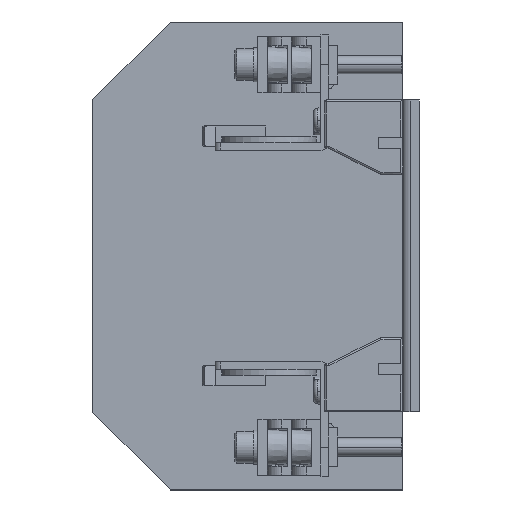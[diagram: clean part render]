
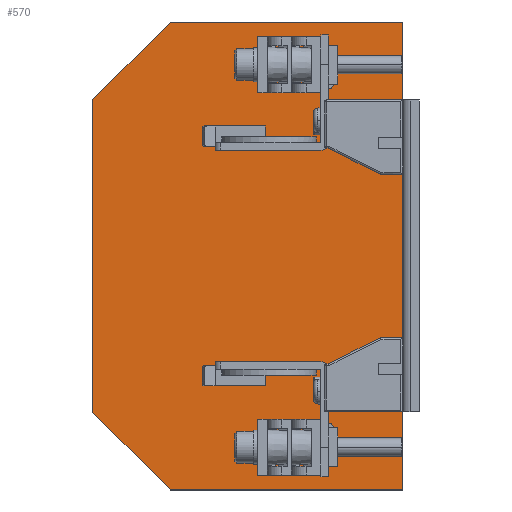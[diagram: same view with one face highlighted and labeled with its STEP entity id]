
A CAD part, left-side view. The second image highlights one B-rep face of the part: STEP entity #570.
In plain terms, the highlighted planar face has unit normal (-1, 0, 0).
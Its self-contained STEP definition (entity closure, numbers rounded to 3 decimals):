
#352=DIRECTION('',(0.,1.,0.));
#353=VECTOR('',#352,62.52);
#354=CARTESIAN_POINT('',(-48.756,1.5,62.98));
#355=LINE('',#354,#353);
#366=DIRECTION('',(0.,-0.707,0.707));
#367=VECTOR('',#366,29.67);
#368=CARTESIAN_POINT('',(-48.756,85.,42.));
#369=LINE('',#368,#367);
#373=DIRECTION('',(0.,0.,-1.));
#374=VECTOR('',#373,125.98);
#375=CARTESIAN_POINT('',(-48.756,1.5,62.98));
#376=LINE('',#375,#374);
#380=DIRECTION('',(0.,0.707,0.707));
#381=VECTOR('',#380,29.698);
#382=CARTESIAN_POINT('',(-48.756,64.,-63.));
#383=LINE('',#382,#381);
#429=DIRECTION('',(0.,0.,-1.));
#430=VECTOR('',#429,84.);
#431=CARTESIAN_POINT('',(-48.756,85.,42.));
#432=LINE('',#431,#430);
#457=DIRECTION('',(0.,-1.,0.));
#458=VECTOR('',#457,62.5);
#459=CARTESIAN_POINT('',(-48.756,64.,-63.));
#460=LINE('',#459,#458);
#492=CARTESIAN_POINT('',(-48.756,1.5,62.98));
#494=VERTEX_POINT('',#492);
#500=CARTESIAN_POINT('',(-48.756,1.5,-63.));
#501=VERTEX_POINT('',#500);
#502=CARTESIAN_POINT('',(-48.756,64.02,62.98));
#503=VERTEX_POINT('',#502);
#506=CARTESIAN_POINT('',(-48.756,85.,42.));
#507=VERTEX_POINT('',#506);
#508=CARTESIAN_POINT('',(-48.756,64.,-63.));
#509=VERTEX_POINT('',#508);
#510=CARTESIAN_POINT('',(-48.756,85.,-42.));
#511=VERTEX_POINT('',#510);
#553=CARTESIAN_POINT('',(-48.756,1.5,-63.));
#554=DIRECTION('',(-1.,0.,0.));
#555=DIRECTION('',(0.,0.,1.));
#556=AXIS2_PLACEMENT_3D('',#553,#554,#555);
#557=PLANE('',#556);
#559=ORIENTED_EDGE('',*,*,#558,.T.);
#560=ORIENTED_EDGE('',*,*,#544,.F.);
#561=ORIENTED_EDGE('',*,*,#533,.T.);
#563=ORIENTED_EDGE('',*,*,#562,.F.);
#565=ORIENTED_EDGE('',*,*,#564,.T.);
#567=ORIENTED_EDGE('',*,*,#566,.F.);
#568=EDGE_LOOP('',(#559,#560,#561,#563,#565,#567));
#569=FACE_OUTER_BOUND('',#568,.F.);
#533=EDGE_CURVE('',#494,#501,#376,.T.);
#544=EDGE_CURVE('',#494,#503,#355,.T.);
#558=EDGE_CURVE('',#507,#503,#369,.T.);
#562=EDGE_CURVE('',#509,#501,#460,.T.);
#564=EDGE_CURVE('',#509,#511,#383,.T.);
#566=EDGE_CURVE('',#507,#511,#432,.T.);
#570=ADVANCED_FACE('',(#569),#557,.T.);
